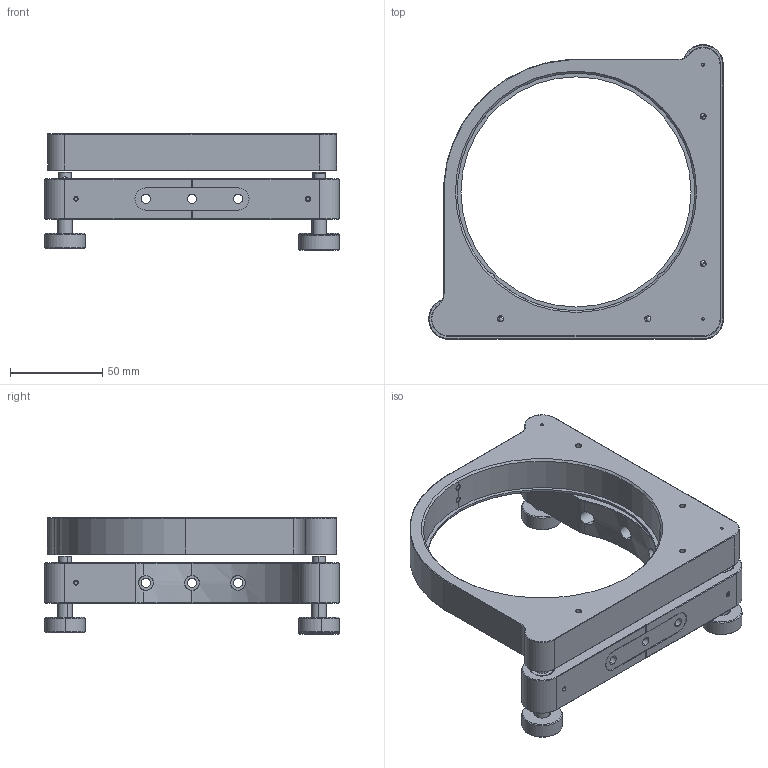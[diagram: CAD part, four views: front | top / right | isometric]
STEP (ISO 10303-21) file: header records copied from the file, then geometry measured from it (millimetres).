
FILE_DESCRIPTION (( 'STEP AP203' ), '1' );
FILE_NAME ('1.1.1.38_ZJB-5.0-3.STEP', '2024-04-06T01:20:31', ( '' ), ( '' ), 'SwSTEP 2.0', 'SolidWorks 2021', '' );
FILE_SCHEMA (( 'CONFIG_CONTROL_DESIGN' ));
Length unit declared in the file: millimetre
Products named in the file (1): 1.1.1.38_ZJB-5.0-3
Bounding box: 160 x 160 x 63.24 mm (x, y, z)
Surface area: 78540.4 mm2 (no closed solid volume)
Topology: 0 solids, 32 shells, 366 faces, 1050 edges, 684 vertices
Faces by surface type: cylinder 147, plane 116, cone 95, torus 4, bspline 4
Entity records: 18670 total; most frequent: CARTESIAN_POINT 8925, DIRECTION 2110, ORIENTED_EDGE 1830, EDGE_CURVE 1050, AXIS2_PLACEMENT_3D 807, VERTEX_POINT 684, LINE 496, VECTOR 496
